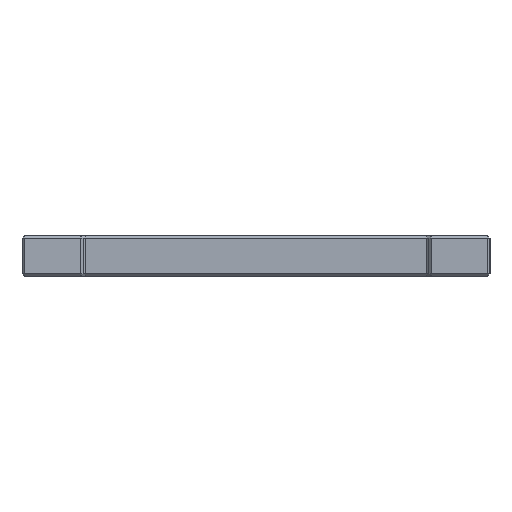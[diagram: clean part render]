
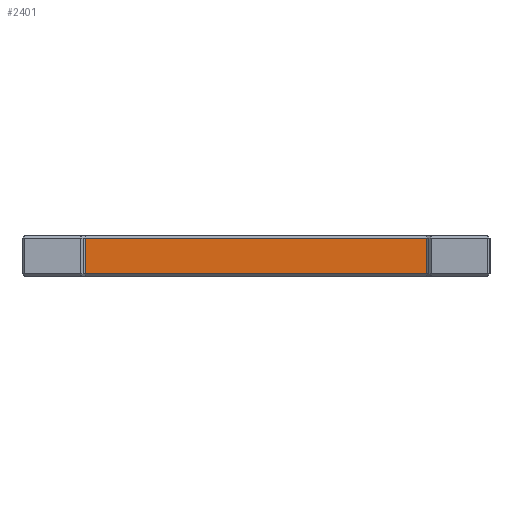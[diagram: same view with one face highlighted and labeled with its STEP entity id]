
A CAD part, left-side view. The second image highlights one B-rep face of the part: STEP entity #2401.
In plain terms, the highlighted planar face has unit normal (-1, 0, 0).
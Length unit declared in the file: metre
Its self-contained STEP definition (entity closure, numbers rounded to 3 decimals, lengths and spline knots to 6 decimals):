
#104=ORIENTED_EDGE('',*,*,#790,.T.);
#105=ORIENTED_EDGE('',*,*,#791,.T.);
#106=ORIENTED_EDGE('',*,*,#792,.T.);
#107=ORIENTED_EDGE('',*,*,#793,.T.);
#790=EDGE_CURVE('',#1133,#1134,#1323,.T.);
#791=EDGE_CURVE('',#1134,#1135,#1324,.T.);
#792=EDGE_CURVE('',#1135,#1136,#1325,.T.);
#793=EDGE_CURVE('',#1136,#1133,#1326,.T.);
#1133=VERTEX_POINT('',#3566);
#1134=VERTEX_POINT('',#3567);
#1135=VERTEX_POINT('',#3569);
#1136=VERTEX_POINT('',#3571);
#1323=LINE('',#3565,#1666);
#1324=LINE('',#3568,#1667);
#1325=LINE('',#3570,#1668);
#1326=LINE('',#3572,#1669);
#1666=VECTOR('',#2823,1.);
#1667=VECTOR('',#2824,1.);
#1668=VECTOR('',#2825,1.);
#1669=VECTOR('',#2826,1.);
#1928=EDGE_LOOP('',(#104,#105,#106,#107));
#2091=FACE_BOUND('',#1928,.T.);
#2246=PLANE('',#2569);
#2401=ADVANCED_FACE('',(#2091),#2246,.F.);
#2569=AXIS2_PLACEMENT_3D('',#3564,#2821,#2822);
#2821=DIRECTION('',(1.,0.,0.));
#2822=DIRECTION('',(0.,1.,0.));
#2823=DIRECTION('',(0.,-1.,0.));
#2824=DIRECTION('',(0.,0.,1.));
#2825=DIRECTION('',(0.,1.,0.));
#2826=DIRECTION('',(0.,0.,-1.));
#3564=CARTESIAN_POINT('',(-0.015,0.0425,0.01));
#3565=CARTESIAN_POINT('',(-0.015,0.0425,0.0006));
#3566=CARTESIAN_POINT('',(-0.015,0.0844,0.0006));
#3567=CARTESIAN_POINT('',(-0.015,0.0006,0.0006));
#3568=CARTESIAN_POINT('',(-0.015,0.0006,0.01));
#3569=CARTESIAN_POINT('',(-0.015,0.0006,0.0094));
#3570=CARTESIAN_POINT('',(-0.015,0.085,0.0094));
#3571=CARTESIAN_POINT('',(-0.015,0.0844,0.0094));
#3572=CARTESIAN_POINT('',(-0.015,0.0844,0.));
